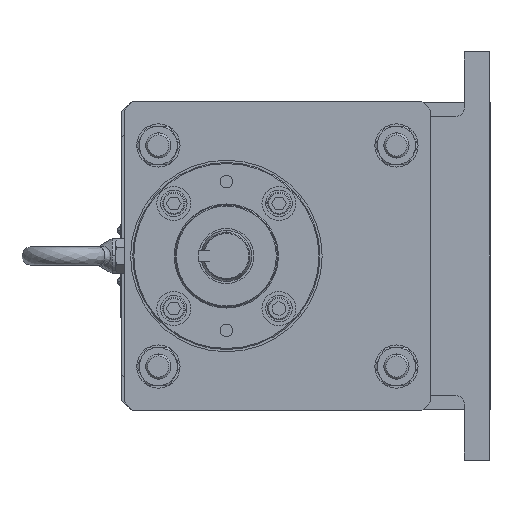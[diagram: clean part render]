
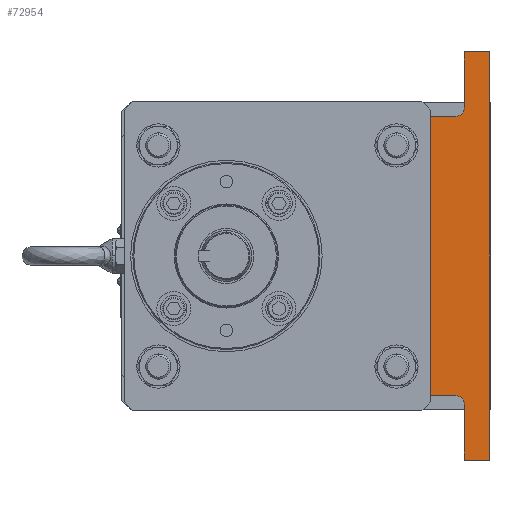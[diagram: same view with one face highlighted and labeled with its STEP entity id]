
A CAD part, left-side view. The second image highlights one B-rep face of the part: STEP entity #72954.
In plain terms, the highlighted planar face has unit normal (-1, 0, 0).
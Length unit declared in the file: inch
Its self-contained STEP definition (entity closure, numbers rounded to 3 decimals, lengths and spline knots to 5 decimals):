
#328 = ORIENTED_EDGE ( 'NONE', *, *, #18675, .F. ) ;
#1422 = VERTEX_POINT ( 'NONE', #90592 ) ;
#2779 = CARTESIAN_POINT ( 'NONE',  ( -2.016, -6.21, 6. ) ) ;
#3499 = VECTOR ( 'NONE', #78355, 39.37008 ) ;
#7548 = CARTESIAN_POINT ( 'NONE',  ( -2.016, -4.46, 4.11 ) ) ;
#8126 = VERTEX_POINT ( 'NONE', #9678 ) ;
#8873 = CARTESIAN_POINT ( 'NONE',  ( -2.016, -5.46, 4.36 ) ) ;
#8967 = EDGE_CURVE ( 'NONE', #63487, #100399, #76440, .T. ) ;
#9678 = CARTESIAN_POINT ( 'NONE',  ( -2.016, -5.21, -4.11 ) ) ;
#12208 = ORIENTED_EDGE ( 'NONE', *, *, #22959, .F. ) ;
#16507 = CARTESIAN_POINT ( 'NONE',  ( -2.016, -4.46, -4.11 ) ) ;
#16894 = DIRECTION ( 'NONE',  ( 0., 0., 1. ) ) ;
#17914 = EDGE_CURVE ( 'NONE', #105003, #82526, #107339, .T. ) ;
#18675 = EDGE_CURVE ( 'NONE', #31156, #63487, #80860, .T. ) ;
#19181 = LINE ( 'NONE', #42697, #92188 ) ;
#19632 = EDGE_LOOP ( 'NONE', ( #12208, #45980, #111368, #59207, #328, #31455, #84506, #98655, #20055, #82514 ) ) ;
#20055 = ORIENTED_EDGE ( 'NONE', *, *, #17914, .F. ) ;
#21324 = CARTESIAN_POINT ( 'NONE',  ( -2.016, -6.21, 6. ) ) ;
#22959 = EDGE_CURVE ( 'NONE', #1422, #101201, #59373, .T. ) ;
#23508 = CARTESIAN_POINT ( 'NONE',  ( -2.016, -4.46, -4.11 ) ) ;
#28575 = CARTESIAN_POINT ( 'NONE',  ( -2.016, -5.21, 4.11 ) ) ;
#31156 = VERTEX_POINT ( 'NONE', #102073 ) ;
#31455 = ORIENTED_EDGE ( 'NONE', *, *, #79007, .F. ) ;
#32227 = VECTOR ( 'NONE', #109207, 39.37008 ) ;
#33249 = EDGE_CURVE ( 'NONE', #101201, #105003, #74929, .T. ) ;
#34562 = DIRECTION ( 'NONE',  ( 0., 0., 1. ) ) ;
#36048 = VECTOR ( 'NONE', #65499, 39.37008 ) ;
#36894 = CARTESIAN_POINT ( 'NONE',  ( -2.016, -6.21, -6. ) ) ;
#37789 = CIRCLE ( 'NONE', #108419, 0.25 ) ;
#38224 = VERTEX_POINT ( 'NONE', #109356 ) ;
#40914 = DIRECTION ( 'NONE',  ( 0., 1., 0. ) ) ;
#42347 = FACE_OUTER_BOUND ( 'NONE', #19632, .T. ) ;
#42697 = CARTESIAN_POINT ( 'NONE',  ( -2.016, -5.46, -4.11 ) ) ;
#45980 = ORIENTED_EDGE ( 'NONE', *, *, #81222, .F. ) ;
#47005 = EDGE_CURVE ( 'NONE', #8126, #38224, #78045, .T. ) ;
#47114 = CARTESIAN_POINT ( 'NONE',  ( -2.016, -5.21, -4.36 ) ) ;
#54323 = AXIS2_PLACEMENT_3D ( 'NONE', #47114, #90529, #64329 ) ;
#58153 = CARTESIAN_POINT ( 'NONE',  ( -2.016, -5.46, 6. ) ) ;
#59065 = AXIS2_PLACEMENT_3D ( 'NONE', #82244, #99981, #73723 ) ;
#59207 = ORIENTED_EDGE ( 'NONE', *, *, #8967, .F. ) ;
#59373 = LINE ( 'NONE', #58153, #36048 ) ;
#63214 = VECTOR ( 'NONE', #103568, 39.37008 ) ;
#63487 = VERTEX_POINT ( 'NONE', #96756 ) ;
#64329 = DIRECTION ( 'NONE',  ( 0., 0., -1. ) ) ;
#65499 = DIRECTION ( 'NONE',  ( 0., -1., 0. ) ) ;
#66738 = VECTOR ( 'NONE', #40914, 39.37008 ) ;
#71676 = EDGE_CURVE ( 'NONE', #82526, #38224, #19181, .T. ) ;
#72199 = PLANE ( 'NONE',  #59065 ) ;
#72954 = ADVANCED_FACE ( 'NONE', ( #42347 ), #72199, .F. ) ;
#73723 = DIRECTION ( 'NONE',  ( 0., 1., 0. ) ) ;
#73775 = VERTEX_POINT ( 'NONE', #8873 ) ;
#74929 = LINE ( 'NONE', #21324, #32227 ) ;
#76440 = LINE ( 'NONE', #7548, #3499 ) ;
#77183 = CARTESIAN_POINT ( 'NONE',  ( -2.016, -6.21, -6. ) ) ;
#78045 = CIRCLE ( 'NONE', #54323, 0.25 ) ;
#78355 = DIRECTION ( 'NONE',  ( 0., -1., 0. ) ) ;
#79007 = EDGE_CURVE ( 'NONE', #8126, #31156, #94296, .T. ) ;
#79074 = CARTESIAN_POINT ( 'NONE',  ( -2.016, -5.21, 4.36 ) ) ;
#80860 = LINE ( 'NONE', #16507, #103066 ) ;
#81222 = EDGE_CURVE ( 'NONE', #73775, #1422, #107398, .T. ) ;
#82244 = CARTESIAN_POINT ( 'NONE',  ( -2.016, -4.46, 0. ) ) ;
#82514 = ORIENTED_EDGE ( 'NONE', *, *, #33249, .F. ) ;
#82526 = VERTEX_POINT ( 'NONE', #104338 ) ;
#84506 = ORIENTED_EDGE ( 'NONE', *, *, #47005, .T. ) ;
#86063 = DIRECTION ( 'NONE',  ( 0., 1., 0. ) ) ;
#87602 = EDGE_CURVE ( 'NONE', #73775, #100399, #37789, .T. ) ;
#88676 = DIRECTION ( 'NONE',  ( 1., 0., 0. ) ) ;
#90529 = DIRECTION ( 'NONE',  ( 1., 0., 0. ) ) ;
#90592 = CARTESIAN_POINT ( 'NONE',  ( -2.016, -5.46, 6. ) ) ;
#92188 = VECTOR ( 'NONE', #34562, 39.37008 ) ;
#94296 = LINE ( 'NONE', #23508, #66738 ) ;
#95808 = CARTESIAN_POINT ( 'NONE',  ( -2.016, -5.46, 4.11 ) ) ;
#96756 = CARTESIAN_POINT ( 'NONE',  ( -2.016, -4.46, 4.11 ) ) ;
#98655 = ORIENTED_EDGE ( 'NONE', *, *, #71676, .F. ) ;
#99981 = DIRECTION ( 'NONE',  ( 1., 0., 0. ) ) ;
#100399 = VERTEX_POINT ( 'NONE', #28575 ) ;
#101201 = VERTEX_POINT ( 'NONE', #2779 ) ;
#102073 = CARTESIAN_POINT ( 'NONE',  ( -2.016, -4.46, -4.11 ) ) ;
#103066 = VECTOR ( 'NONE', #16894, 39.37008 ) ;
#103568 = DIRECTION ( 'NONE',  ( 0., 0., 1. ) ) ;
#104338 = CARTESIAN_POINT ( 'NONE',  ( -2.016, -5.46, -6. ) ) ;
#105003 = VERTEX_POINT ( 'NONE', #36894 ) ;
#106812 = DIRECTION ( 'NONE',  ( 0., 0., -1. ) ) ;
#107339 = LINE ( 'NONE', #77183, #110120 ) ;
#107398 = LINE ( 'NONE', #95808, #63214 ) ;
#108419 = AXIS2_PLACEMENT_3D ( 'NONE', #79074, #88676, #106812 ) ;
#109207 = DIRECTION ( 'NONE',  ( 0., 0., -1. ) ) ;
#109356 = CARTESIAN_POINT ( 'NONE',  ( -2.016, -5.46, -4.36 ) ) ;
#110120 = VECTOR ( 'NONE', #86063, 39.37008 ) ;
#111368 = ORIENTED_EDGE ( 'NONE', *, *, #87602, .T. ) ;
